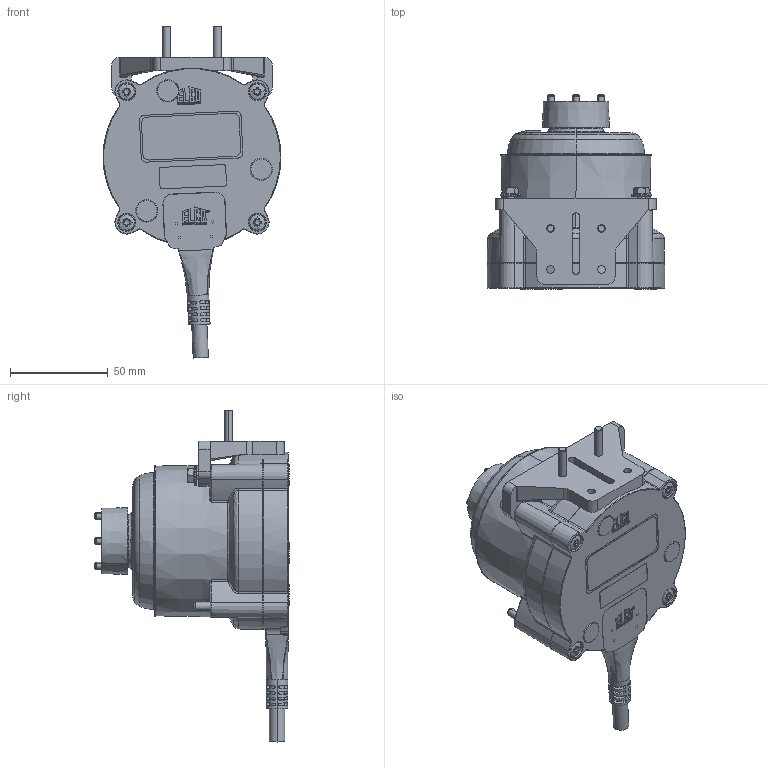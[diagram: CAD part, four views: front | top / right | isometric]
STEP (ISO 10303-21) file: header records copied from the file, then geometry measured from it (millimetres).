
FILE_DESCRIPTION((''),'2;1');
FILE_NAME('118U1007_ASM','2019-12-19T',('U371994'),('DANFOSS COMMERCIAL COMPRESSOR'),'CREO PARAMETRIC BY PTC INC, 2015480','CREO PARAMETRIC BY PTC INC, 2015480','');
FILE_SCHEMA(('CONFIG_CONTROL_DESIGN'));
Length unit declared in the file: millimetre
Products named in the file (8): 118U1007_6; 118U1007_7; 118U1007_1; 118U1007_2; 118U1007_3; 118U1007_4; 118U1007_5; 118U1007_ASM
Assembly tree (7 placements, depth 2):
  118U1007_ASM
    118U1007_6
    118U1007_7
    118U1007_1
    118U1007_2
    118U1007_3
    118U1007_4
    118U1007_5
Bounding box: 91 x 99.5 x 169.82 mm (x, y, z)
Volume: 33253.3 mm3; surface area: 107070.3 mm2
Topology: 6 solids, 7 shells, 3833 faces, 10034 edges, 6188 vertices
Faces by surface type: cylinder 1004, plane 962, bspline 801, torus 627, cone 315, sphere 92, extrusion 32
Entity records: 142590 total; most frequent: CARTESIAN_POINT 54349, ORIENTED_EDGE 19838, DIRECTION 16863, EDGE_CURVE 9929, AXIS2_PLACEMENT_3D 6712, VERTEX_POINT 6188, EDGE_LOOP 4037, FACE_OUTER_BOUND 3837
